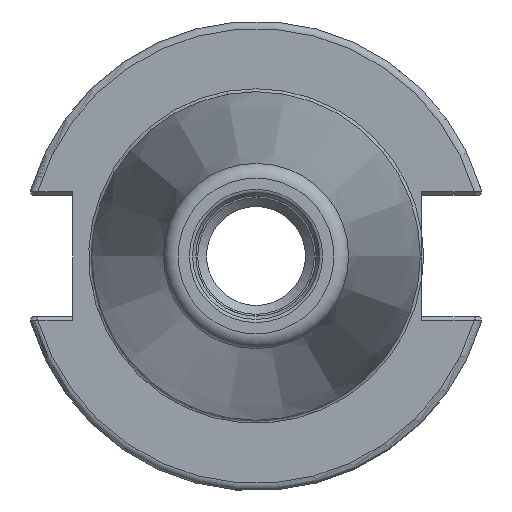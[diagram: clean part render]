
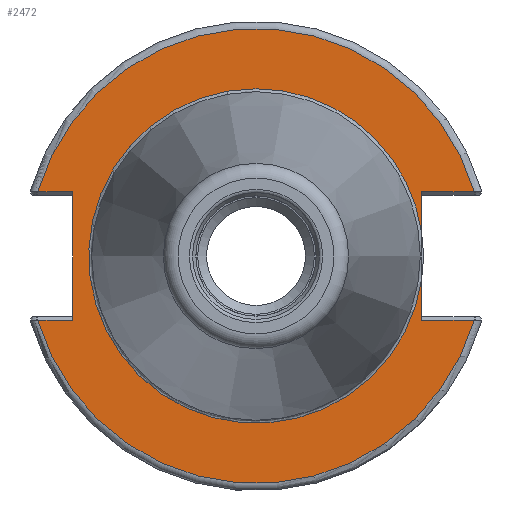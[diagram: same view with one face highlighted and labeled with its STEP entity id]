
A CAD part, left-side view. The second image highlights one B-rep face of the part: STEP entity #2472.
In plain terms, the highlighted planar face has unit normal (-1, 0, 0).
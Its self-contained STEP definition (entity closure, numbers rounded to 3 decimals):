
#181=LINE('',#3727,#331);
#188=LINE('',#3849,#338);
#189=LINE('',#3853,#339);
#190=LINE('',#3855,#340);
#191=LINE('',#3857,#341);
#192=LINE('',#3861,#342);
#193=LINE('',#3863,#343);
#331=VECTOR('',#3034,10.);
#338=VECTOR('',#3045,10.);
#339=VECTOR('',#3048,10.);
#340=VECTOR('',#3049,10.);
#341=VECTOR('',#3050,10.);
#342=VECTOR('',#3053,10.);
#343=VECTOR('',#3054,10.);
#517=FACE_OUTER_BOUND('',#659,.T.);
#659=EDGE_LOOP('',(#1731,#1732,#1733,#1734,#1735,#1736,#1737,#1738,#1739,
#1740,#1741));
#828=CIRCLE('',#2675,30.775);
#829=CIRCLE('',#2676,30.775);
#830=CIRCLE('',#2677,22.625);
#831=CIRCLE('',#2678,22.625);
#988=VERTEX_POINT('',#3724);
#989=VERTEX_POINT('',#3726);
#997=VERTEX_POINT('',#3848);
#998=VERTEX_POINT('',#3850);
#999=VERTEX_POINT('',#3852);
#1000=VERTEX_POINT('',#3854);
#1001=VERTEX_POINT('',#3856);
#1002=VERTEX_POINT('',#3858);
#1003=VERTEX_POINT('',#3860);
#1004=VERTEX_POINT('',#3862);
#1005=VERTEX_POINT('',#3864);
#1271=EDGE_CURVE('',#988,#989,#181,.T.);
#1283=EDGE_CURVE('',#997,#989,#188,.T.);
#1284=EDGE_CURVE('',#998,#988,#828,.T.);
#1285=EDGE_CURVE('',#999,#998,#189,.T.);
#1286=EDGE_CURVE('',#999,#1000,#190,.T.);
#1287=EDGE_CURVE('',#1001,#1000,#191,.T.);
#1288=EDGE_CURVE('',#1002,#1001,#829,.T.);
#1289=EDGE_CURVE('',#1003,#1002,#192,.T.);
#1290=EDGE_CURVE('',#1003,#1004,#193,.T.);
#1291=EDGE_CURVE('',#1004,#1005,#830,.T.);
#1292=EDGE_CURVE('',#1005,#997,#831,.T.);
#1731=ORIENTED_EDGE('',*,*,#1283,.T.);
#1732=ORIENTED_EDGE('',*,*,#1271,.F.);
#1733=ORIENTED_EDGE('',*,*,#1284,.F.);
#1734=ORIENTED_EDGE('',*,*,#1285,.F.);
#1735=ORIENTED_EDGE('',*,*,#1286,.T.);
#1736=ORIENTED_EDGE('',*,*,#1287,.F.);
#1737=ORIENTED_EDGE('',*,*,#1288,.F.);
#1738=ORIENTED_EDGE('',*,*,#1289,.F.);
#1739=ORIENTED_EDGE('',*,*,#1290,.T.);
#1740=ORIENTED_EDGE('',*,*,#1291,.T.);
#1741=ORIENTED_EDGE('',*,*,#1292,.T.);
#2398=PLANE('',#2674);
#2472=ADVANCED_FACE('',(#517),#2398,.T.);
#2674=AXIS2_PLACEMENT_3D('',#3847,#3043,#3044);
#2675=AXIS2_PLACEMENT_3D('',#3851,#3046,#3047);
#2676=AXIS2_PLACEMENT_3D('',#3859,#3051,#3052);
#2677=AXIS2_PLACEMENT_3D('',#3865,#3055,#3056);
#2678=AXIS2_PLACEMENT_3D('',#3866,#3057,#3058);
#3034=DIRECTION('',(0.,1.,0.));
#3043=DIRECTION('center_axis',(-1.,0.,0.));
#3044=DIRECTION('ref_axis',(0.,0.,1.));
#3045=DIRECTION('',(0.,0.,1.));
#3046=DIRECTION('center_axis',(1.,0.,0.));
#3047=DIRECTION('ref_axis',(0.,0.,-1.));
#3048=DIRECTION('',(0.,1.,0.));
#3049=DIRECTION('',(0.,0.,-1.));
#3050=DIRECTION('',(0.,-1.,0.));
#3051=DIRECTION('center_axis',(1.,0.,0.));
#3052=DIRECTION('ref_axis',(0.,0.,-1.));
#3053=DIRECTION('',(0.,-1.,0.));
#3054=DIRECTION('',(0.,0.,1.));
#3055=DIRECTION('center_axis',(1.,0.,0.));
#3056=DIRECTION('ref_axis',(0.,0.,-1.));
#3057=DIRECTION('center_axis',(1.,0.,0.));
#3058=DIRECTION('ref_axis',(0.,0.,-1.));
#3724=CARTESIAN_POINT('',(1.,-29.523,8.69));
#3726=CARTESIAN_POINT('',(1.,-22.41,8.69));
#3727=CARTESIAN_POINT('',(1.,4.182,8.69));
#3847=CARTESIAN_POINT('Origin',(1.,30.775,0.));
#3848=CARTESIAN_POINT('',(1.,-22.41,3.112));
#3849=CARTESIAN_POINT('',(1.,-22.41,-4.095));
#3850=CARTESIAN_POINT('',(1.,29.523,8.69));
#3851=CARTESIAN_POINT('Origin',(1.,0.,0.));
#3852=CARTESIAN_POINT('',(1.,24.8,8.69));
#3853=CARTESIAN_POINT('',(1.,38.399,8.69));
#3854=CARTESIAN_POINT('',(1.,24.8,-8.69));
#3855=CARTESIAN_POINT('',(1.,24.8,4.095));
#3856=CARTESIAN_POINT('',(1.,29.523,-8.69));
#3857=CARTESIAN_POINT('',(1.,27.788,-8.69));
#3858=CARTESIAN_POINT('',(1.,-29.523,-8.69));
#3859=CARTESIAN_POINT('Origin',(1.,0.,0.));
#3860=CARTESIAN_POINT('',(1.,-22.41,-8.69));
#3861=CARTESIAN_POINT('',(1.,-6.591,-8.69));
#3862=CARTESIAN_POINT('',(1.,-22.41,-3.112));
#3863=CARTESIAN_POINT('',(1.,-22.41,-4.095));
#3864=CARTESIAN_POINT('',(1.,0.,22.625));
#3865=CARTESIAN_POINT('Origin',(1.,0.,0.));
#3866=CARTESIAN_POINT('Origin',(1.,0.,0.));
